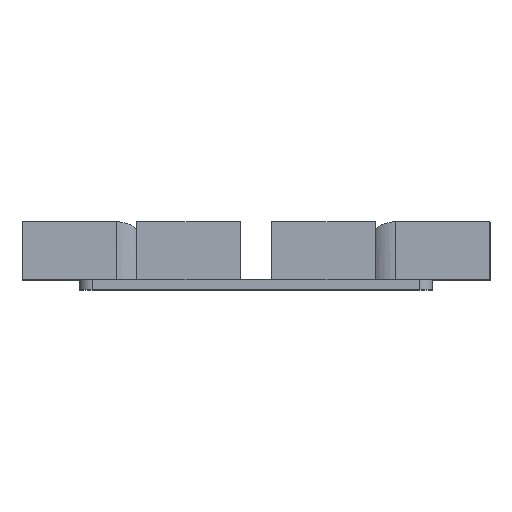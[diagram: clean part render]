
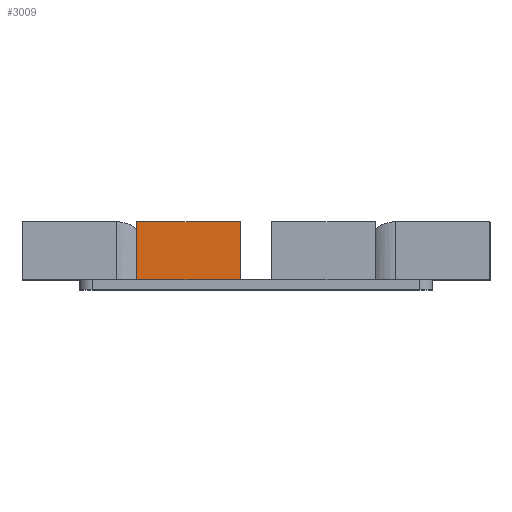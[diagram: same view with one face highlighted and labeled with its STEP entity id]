
A CAD part, top view. The second image highlights one B-rep face of the part: STEP entity #3009.
In plain terms, the highlighted planar face has unit normal (0, 0, 1).
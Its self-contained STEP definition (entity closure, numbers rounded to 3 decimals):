
#5 = VECTOR ( 'NONE', #2400, 1000. ) ;
#202 = DIRECTION ( 'NONE',  ( 1., 0., 0. ) ) ;
#238 = CARTESIAN_POINT ( 'NONE',  ( -18.9, 10.8, 37.1 ) ) ;
#315 = CARTESIAN_POINT ( 'NONE',  ( -2.5, 10.8, 37.1 ) ) ;
#418 = EDGE_LOOP ( 'NONE', ( #2067, #3814, #1726, #2159 ) ) ;
#528 = VERTEX_POINT ( 'NONE', #2488 ) ;
#564 = VECTOR ( 'NONE', #1161, 1000. ) ;
#691 = CARTESIAN_POINT ( 'NONE',  ( -18.9, 1.6, 37.1 ) ) ;
#773 = CARTESIAN_POINT ( 'NONE',  ( -18.9, 10.8, 37.1 ) ) ;
#884 = DIRECTION ( 'NONE',  ( 0., -1., 0. ) ) ;
#1161 = DIRECTION ( 'NONE',  ( 1., 0., 0. ) ) ;
#1301 = EDGE_CURVE ( 'NONE', #2933, #2460, #2704, .T. ) ;
#1706 = LINE ( 'NONE', #2962, #2384 ) ;
#1726 = ORIENTED_EDGE ( 'NONE', *, *, #1301, .F. ) ;
#1747 = VECTOR ( 'NONE', #884, 1000. ) ;
#1858 = VERTEX_POINT ( 'NONE', #691 ) ;
#1860 = DIRECTION ( 'NONE',  ( 0., 0., -1. ) ) ;
#2067 = ORIENTED_EDGE ( 'NONE', *, *, #2769, .T. ) ;
#2131 = AXIS2_PLACEMENT_3D ( 'NONE', #2185, #1860, #3684 ) ;
#2151 = EDGE_CURVE ( 'NONE', #2933, #1858, #2364, .T. ) ;
#2159 = ORIENTED_EDGE ( 'NONE', *, *, #2151, .T. ) ;
#2185 = CARTESIAN_POINT ( 'NONE',  ( -18.9, 10.8, 37.1 ) ) ;
#2364 = LINE ( 'NONE', #238, #5 ) ;
#2384 = VECTOR ( 'NONE', #202, 1000. ) ;
#2400 = DIRECTION ( 'NONE',  ( 0., -1., 0. ) ) ;
#2460 = VERTEX_POINT ( 'NONE', #2610 ) ;
#2488 = CARTESIAN_POINT ( 'NONE',  ( -2.5, 1.6, 37.1 ) ) ;
#2610 = CARTESIAN_POINT ( 'NONE',  ( -2.5, 10.8, 37.1 ) ) ;
#2704 = LINE ( 'NONE', #3719, #564 ) ;
#2748 = PLANE ( 'NONE',  #2131 ) ;
#2769 = EDGE_CURVE ( 'NONE', #1858, #528, #1706, .T. ) ;
#2933 = VERTEX_POINT ( 'NONE', #773 ) ;
#2962 = CARTESIAN_POINT ( 'NONE',  ( -18.9, 1.6, 37.1 ) ) ;
#3009 = ADVANCED_FACE ( 'NONE', ( #3114 ), #2748, .F. ) ;
#3114 = FACE_OUTER_BOUND ( 'NONE', #418, .T. ) ;
#3482 = EDGE_CURVE ( 'NONE', #2460, #528, #3638, .T. ) ;
#3638 = LINE ( 'NONE', #315, #1747 ) ;
#3684 = DIRECTION ( 'NONE',  ( -1., 0., 0. ) ) ;
#3719 = CARTESIAN_POINT ( 'NONE',  ( -18.9, 10.8, 37.1 ) ) ;
#3814 = ORIENTED_EDGE ( 'NONE', *, *, #3482, .F. ) ;
